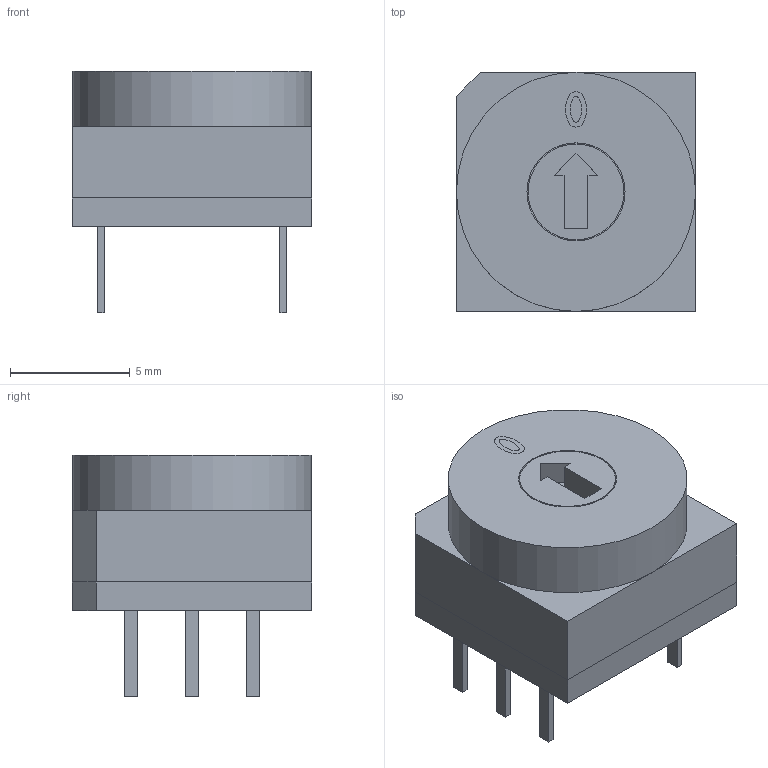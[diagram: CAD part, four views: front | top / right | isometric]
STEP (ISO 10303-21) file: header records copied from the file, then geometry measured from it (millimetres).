
FILE_DESCRIPTION(/* description */ (''),/* implementation_level */ '2;1');
FILE_NAME(/* name */ 'SW_APEM_PT65102.stp',/* time_stamp */ '2017-09-26T09:05:13+02:00',/* author */ ('jchouvet'),/* organization */ (''),/* preprocessor_version */ 'ST-DEVELOPER v16.1',/* originating_system */ 'AutoCAD Mechanical',/* authorisation */ '');
FILE_SCHEMA (('AUTOMOTIVE_DESIGN { 1 0 10303 214 3 1 1 }'));
Length unit declared in the file: millimetre
Products named in the file (1): Product
Bounding box: 10 x 10 x 10.1 mm (x, y, z)
Volume: 597.4 mm3; surface area: 917.4 mm2
Topology: 11 solids, 11 shells, 86 faces, 180 edges, 120 vertices
Faces by surface type: plane 67, cylinder 19
Full cylindrical faces by diameter (mm): 4 x1, 4.1 x1, 10 x1
Entity records: 2314 total; most frequent: DIRECTION 389, CARTESIAN_POINT 384, ORIENTED_EDGE 354, EDGE_CURVE 177, LINE 139, VECTOR 139, AXIS2_PLACEMENT_3D 125, VERTEX_POINT 120
